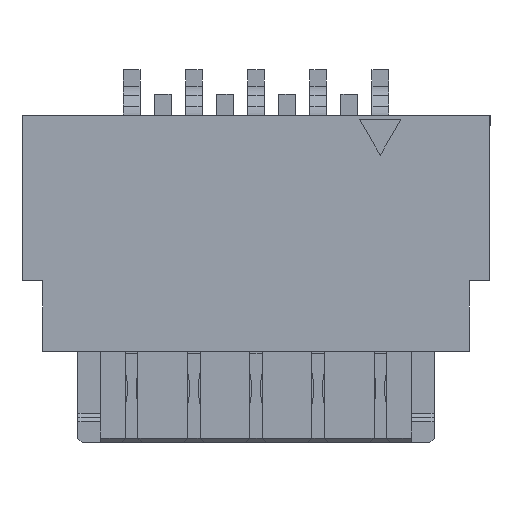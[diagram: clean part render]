
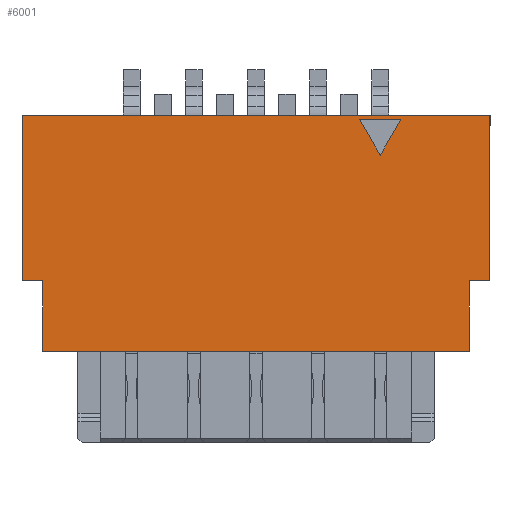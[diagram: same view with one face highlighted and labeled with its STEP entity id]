
A CAD part, front view. The second image highlights one B-rep face of the part: STEP entity #6001.
In plain terms, the highlighted planar face has unit normal (0, -1, 0).
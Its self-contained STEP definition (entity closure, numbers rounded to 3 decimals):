
#201=ORIENTED_EDGE('',*,*,#1989,.F.);
#202=ORIENTED_EDGE('',*,*,#1990,.F.);
#203=ORIENTED_EDGE('',*,*,#1991,.F.);
#204=ORIENTED_EDGE('',*,*,#1992,.F.);
#205=ORIENTED_EDGE('',*,*,#1993,.F.);
#206=ORIENTED_EDGE('',*,*,#1994,.F.);
#207=ORIENTED_EDGE('',*,*,#1995,.F.);
#208=ORIENTED_EDGE('',*,*,#1996,.F.);
#209=ORIENTED_EDGE('',*,*,#1997,.F.);
#210=ORIENTED_EDGE('',*,*,#1998,.F.);
#211=ORIENTED_EDGE('',*,*,#1999,.F.);
#1989=EDGE_CURVE('',#2883,#2884,#3457,.T.);
#1990=EDGE_CURVE('',#2885,#2883,#3458,.T.);
#1991=EDGE_CURVE('',#2886,#2885,#3459,.T.);
#1992=EDGE_CURVE('',#2887,#2886,#3460,.T.);
#1993=EDGE_CURVE('',#2888,#2887,#3461,.T.);
#1994=EDGE_CURVE('',#2889,#2888,#3462,.T.);
#1995=EDGE_CURVE('',#2890,#2889,#3463,.T.);
#1996=EDGE_CURVE('',#2884,#2890,#3464,.T.);
#1997=EDGE_CURVE('',#2891,#2892,#3465,.T.);
#1998=EDGE_CURVE('',#2893,#2891,#3466,.T.);
#1999=EDGE_CURVE('',#2892,#2893,#3467,.T.);
#2883=VERTEX_POINT('',#8456);
#2884=VERTEX_POINT('',#8457);
#2885=VERTEX_POINT('',#8459);
#2886=VERTEX_POINT('',#8461);
#2887=VERTEX_POINT('',#8463);
#2888=VERTEX_POINT('',#8465);
#2889=VERTEX_POINT('',#8467);
#2890=VERTEX_POINT('',#8469);
#2891=VERTEX_POINT('',#8472);
#2892=VERTEX_POINT('',#8473);
#2893=VERTEX_POINT('',#8475);
#3457=LINE('',#8455,#4257);
#3458=LINE('',#8458,#4258);
#3459=LINE('',#8460,#4259);
#3460=LINE('',#8462,#4260);
#3461=LINE('',#8464,#4261);
#3462=LINE('',#8466,#4262);
#3463=LINE('',#8468,#4263);
#3464=LINE('',#8470,#4264);
#3465=LINE('',#8471,#4265);
#3466=LINE('',#8474,#4266);
#3467=LINE('',#8476,#4267);
#4257=VECTOR('',#6803,1000.);
#4258=VECTOR('',#6804,1000.);
#4259=VECTOR('',#6805,1000.);
#4260=VECTOR('',#6806,1000.);
#4261=VECTOR('',#6807,1000.);
#4262=VECTOR('',#6808,1000.);
#4263=VECTOR('',#6809,1000.);
#4264=VECTOR('',#6810,1000.);
#4265=VECTOR('',#6811,1000.);
#4266=VECTOR('',#6812,1000.);
#4267=VECTOR('',#6813,1000.);
#5057=EDGE_LOOP('',(#201,#202,#203,#204,#205,#206,#207,#208));
#5058=EDGE_LOOP('',(#209,#210,#211));
#5391=FACE_BOUND('',#5057,.T.);
#5392=FACE_BOUND('',#5058,.T.);
#5725=PLANE('',#6373);
#6001=ADVANCED_FACE('',(#5391,#5392),#5725,.F.);
#6373=AXIS2_PLACEMENT_3D('',#8454,#6801,#6802);
#6801=DIRECTION('',(0.,1.,0.));
#6802=DIRECTION('',(0.,0.,1.));
#6803=DIRECTION('',(0.,0.,1.));
#6804=DIRECTION('',(-1.,0.,0.));
#6805=DIRECTION('',(0.,0.,1.));
#6806=DIRECTION('',(-1.,0.,0.));
#6807=DIRECTION('',(0.,0.,-1.));
#6808=DIRECTION('',(-1.,0.,0.));
#6809=DIRECTION('',(0.,0.,-1.));
#6810=DIRECTION('',(1.,0.,0.));
#6811=DIRECTION('',(-1.,0.,0.));
#6812=DIRECTION('',(0.5,0.,0.866));
#6813=DIRECTION('',(0.5,0.,-0.866));
#8454=CARTESIAN_POINT('',(0.,-1.225,0.));
#8455=CARTESIAN_POINT('',(-5.65,-1.225,-2.));
#8456=CARTESIAN_POINT('',(-5.65,-1.225,-2.));
#8457=CARTESIAN_POINT('',(-5.65,-1.225,2.));
#8458=CARTESIAN_POINT('',(-5.15,-1.225,-2.));
#8459=CARTESIAN_POINT('',(-5.15,-1.225,-2.));
#8460=CARTESIAN_POINT('',(-5.15,-1.225,-3.7));
#8461=CARTESIAN_POINT('',(-5.15,-1.225,-3.7));
#8462=CARTESIAN_POINT('',(5.15,-1.225,-3.7));
#8463=CARTESIAN_POINT('',(5.15,-1.225,-3.7));
#8464=CARTESIAN_POINT('',(5.15,-1.225,-2.));
#8465=CARTESIAN_POINT('',(5.15,-1.225,-2.));
#8466=CARTESIAN_POINT('',(5.65,-1.225,-2.));
#8467=CARTESIAN_POINT('',(5.65,-1.225,-2.));
#8468=CARTESIAN_POINT('',(5.65,-1.225,2.));
#8469=CARTESIAN_POINT('',(5.65,-1.225,2.));
#8470=CARTESIAN_POINT('',(-5.65,-1.225,2.));
#8471=CARTESIAN_POINT('',(3.5,-1.225,1.9));
#8472=CARTESIAN_POINT('',(3.5,-1.225,1.9));
#8473=CARTESIAN_POINT('',(2.5,-1.225,1.9));
#8474=CARTESIAN_POINT('',(3.,-1.225,1.034));
#8475=CARTESIAN_POINT('',(3.,-1.225,1.034));
#8476=CARTESIAN_POINT('',(2.5,-1.225,1.9));
